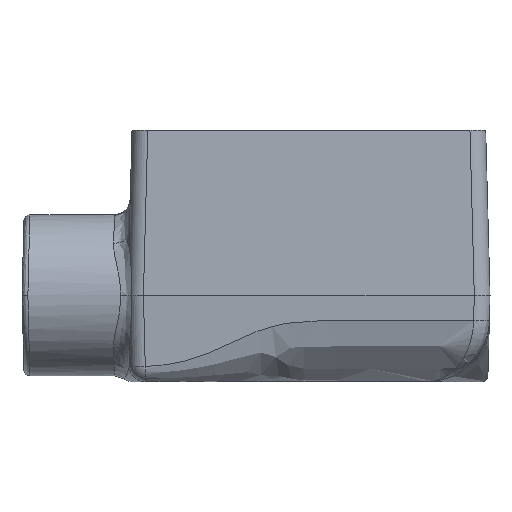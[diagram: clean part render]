
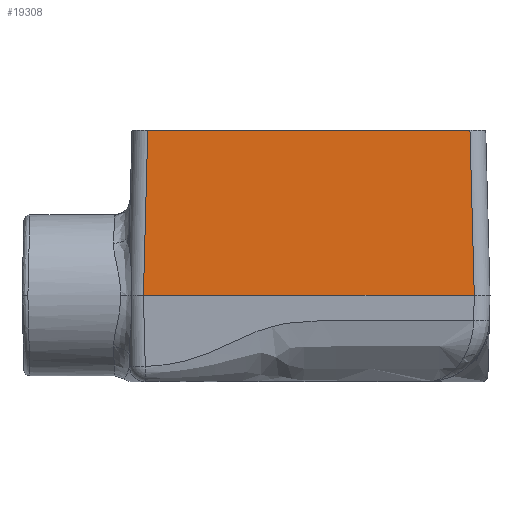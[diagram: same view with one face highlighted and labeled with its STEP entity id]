
A CAD part, left-side view. The second image highlights one B-rep face of the part: STEP entity #19308.
In plain terms, the highlighted planar face has unit normal (-1, 0, 0.026).
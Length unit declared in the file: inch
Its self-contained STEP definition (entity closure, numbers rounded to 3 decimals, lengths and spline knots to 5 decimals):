
#177=PLANE('',#20566);
#1979=FACE_OUTER_BOUND('',#3108,.T.);
#3108=EDGE_LOOP('',(#13694,#13695,#13696,#13697));
#4298=LINE('',#29603,#6131);
#4299=LINE('',#29607,#6132);
#4300=LINE('',#29609,#6133);
#4301=LINE('',#29610,#6134);
#6131=VECTOR('',#22100,0.3937);
#6132=VECTOR('',#22105,0.3937);
#6133=VECTOR('',#22106,0.3937);
#6134=VECTOR('',#22107,0.3937);
#8334=VERTEX_POINT('',#28181);
#8441=VERTEX_POINT('',#29602);
#8442=VERTEX_POINT('',#29606);
#8443=VERTEX_POINT('',#29608);
#10478=EDGE_CURVE('',#8334,#8441,#4298,.T.);
#10480=EDGE_CURVE('',#8334,#8442,#4299,.T.);
#10481=EDGE_CURVE('',#8443,#8442,#4300,.T.);
#10482=EDGE_CURVE('',#8443,#8441,#4301,.T.);
#13694=ORIENTED_EDGE('',*,*,#10478,.F.);
#13695=ORIENTED_EDGE('',*,*,#10480,.T.);
#13696=ORIENTED_EDGE('',*,*,#10481,.F.);
#13697=ORIENTED_EDGE('',*,*,#10482,.T.);
#19308=ADVANCED_FACE('',(#1979),#177,.T.);
#20566=AXIS2_PLACEMENT_3D('',#29605,#22103,#22104);
#22100=DIRECTION('',(0.026,-0.026,0.999));
#22103=DIRECTION('center_axis',(-1.,0.,0.026));
#22104=DIRECTION('ref_axis',(0.,1.,0.));
#22105=DIRECTION('',(0.,-1.,0.));
#22106=DIRECTION('',(-0.026,-0.026,-0.999));
#22107=DIRECTION('',(0.,1.,0.));
#28181=CARTESIAN_POINT('',(-2.31562,1.31566,0.));
#29602=CARTESIAN_POINT('',(-2.28125,1.28129,1.3125));
#29603=CARTESIAN_POINT('',(-2.27977,1.27982,1.36889));
#29605=CARTESIAN_POINT('Origin',(-2.28125,1.40625,1.3125));
#29606=CARTESIAN_POINT('',(-2.31562,-1.31566,0.));
#29607=CARTESIAN_POINT('',(-2.31562,-1.40625,0.));
#29608=CARTESIAN_POINT('',(-2.28125,-1.28129,1.3125));
#29609=CARTESIAN_POINT('',(-2.28037,-1.28042,1.34601));
#29610=CARTESIAN_POINT('',(-2.28125,-1.40625,1.3125));
